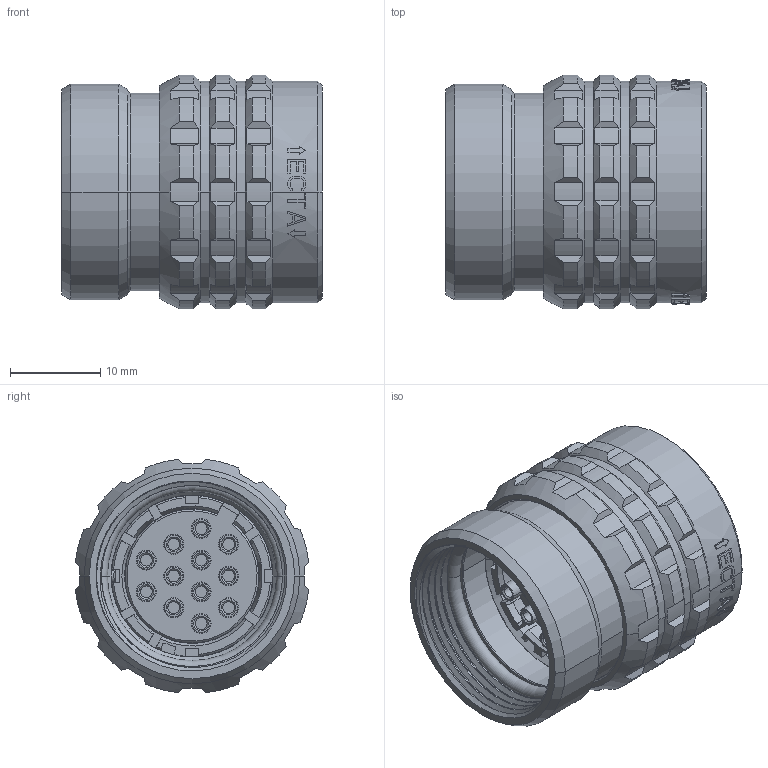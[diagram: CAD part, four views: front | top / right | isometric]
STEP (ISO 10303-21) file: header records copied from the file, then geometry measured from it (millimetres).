
FILE_DESCRIPTION((''),'2;1');
FILE_NAME('1332M212MZ','2024-07-26T10:26:51',('paultorloting'),('NET AG system integration'),'CREO PARAMETRIC BY PTC INC, 2021404','CREO PARAMETRIC BY PTC INC, 2021404','');
FILE_SCHEMA(('AUTOMOTIVE_DESIGN { 1 0 10303 214 1 1 1 1 }'));
Length unit declared in the file: millimetre
Products named in the file (1): 1332M212MZ
Bounding box: 28.8 x 25.82 x 25.82 mm (x, y, z)
Volume: 7509.6 mm3; surface area: 7370.3 mm2
Topology: 1 solids, 2 shells, 1369 faces, 3496 edges, 2250 vertices
Faces by surface type: plane 718, cylinder 384, cone 138, torus 91, bspline 30, sphere 8
Entity records: 59645 total; most frequent: CARTESIAN_POINT 17049, ORIENTED_EDGE 6976, DIRECTION 6905, EDGE_CURVE 3488, AXIS2_PLACEMENT_3D 2559, VERTEX_POINT 2250, VECTOR 1784, LINE 1784
